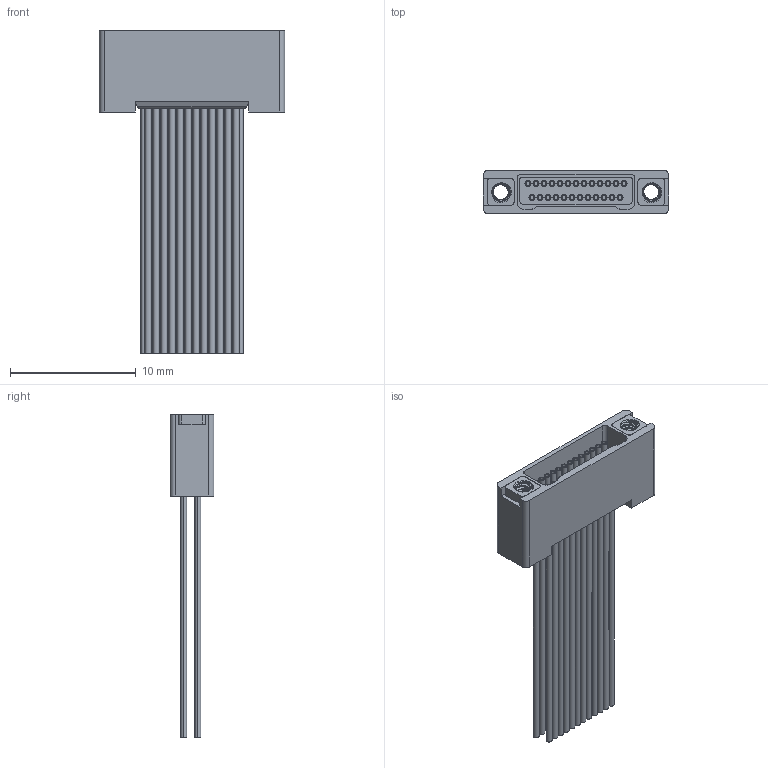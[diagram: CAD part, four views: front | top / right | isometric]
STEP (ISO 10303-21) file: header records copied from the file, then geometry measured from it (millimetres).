
FILE_DESCRIPTION((''),'2;1');
FILE_NAME('FWND0-S0250310-001','2024-11-05T',('gongcheng6'),(''),'PRO/ENGINEER BY PARAMETRIC TECHNOLOGY CORPORATION, 2010280','PRO/ENGINEER BY PARAMETRIC TECHNOLOGY CORPORATION, 2010280','');
FILE_SCHEMA(('CONFIG_CONTROL_DESIGN'));
Length unit declared in the file: millimetre
Products named in the file (1): FWND0-S0250310-001
Bounding box: 14.71 x 3.48 x 25.7 mm (x, y, z)
Volume: 318.8 mm3; surface area: 1479.4 mm2
Topology: 1 solids, 1 shells, 451 faces, 1101 edges, 720 vertices
Faces by surface type: cylinder 285, plane 127, bspline 17, cone 14, torus 8
Entity records: 27260 total; most frequent: CARTESIAN_POINT 16572, DIRECTION 2238, ORIENTED_EDGE 2202, EDGE_CURVE 1101, AXIS2_PLACEMENT_3D 906, VERTEX_POINT 720, EDGE_LOOP 523, CIRCLE 472
